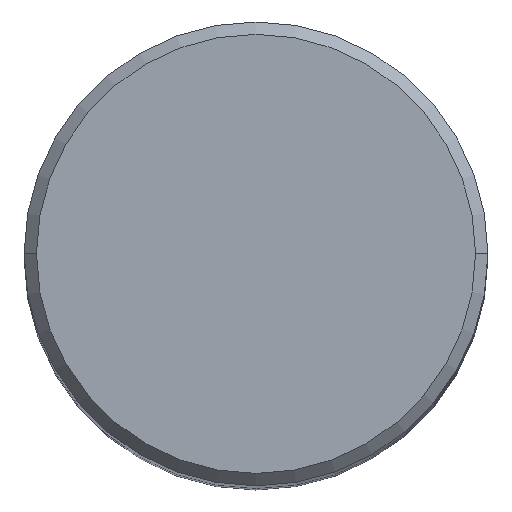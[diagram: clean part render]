
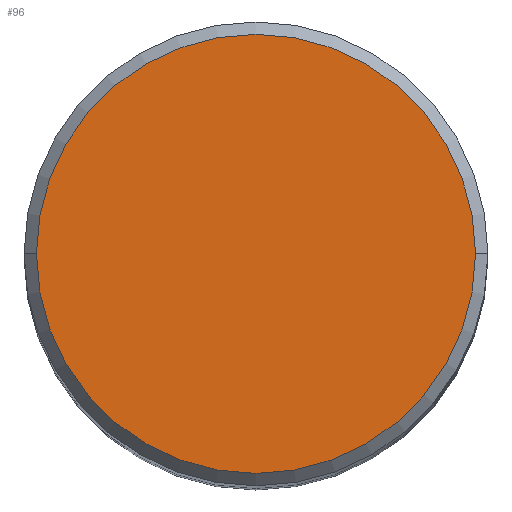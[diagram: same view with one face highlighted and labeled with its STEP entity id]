
A CAD part, top view. The second image highlights one B-rep face of the part: STEP entity #96.
In plain terms, the highlighted planar face has unit normal (0, 0, 1).
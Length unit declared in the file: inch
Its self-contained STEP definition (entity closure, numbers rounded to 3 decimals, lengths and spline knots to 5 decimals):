
#25 = CIRCLE ( 'NONE', #278, 0.355 ) ;
#58 = CIRCLE ( 'NONE', #390, 0.355 ) ;
#96 = ADVANCED_FACE ( 'NONE', ( #372 ), #479, .F. ) ;
#104 = AXIS2_PLACEMENT_3D ( 'NONE', #181, #135, #335 ) ;
#112 = EDGE_CURVE ( 'NONE', #314, #427, #58, .T. ) ;
#135 = DIRECTION ( 'NONE',  ( 0., 0., -1. ) ) ;
#139 = EDGE_CURVE ( 'NONE', #427, #314, #25, .T. ) ;
#181 = CARTESIAN_POINT ( 'NONE',  ( 0., 0.355, 0. ) ) ;
#194 = DIRECTION ( 'NONE',  ( 1., 0., 0. ) ) ;
#229 = DIRECTION ( 'NONE',  ( 1., 0., 0. ) ) ;
#232 = DIRECTION ( 'NONE',  ( 0., 0., 1. ) ) ;
#243 = CARTESIAN_POINT ( 'NONE',  ( -0.355, 0., 0. ) ) ;
#278 = AXIS2_PLACEMENT_3D ( 'NONE', #381, #460, #194 ) ;
#314 = VERTEX_POINT ( 'NONE', #463 ) ;
#324 = ORIENTED_EDGE ( 'NONE', *, *, #112, .T. ) ;
#335 = DIRECTION ( 'NONE',  ( -1., 0., 0. ) ) ;
#343 = CARTESIAN_POINT ( 'NONE',  ( 0., 0., 0. ) ) ;
#372 = FACE_OUTER_BOUND ( 'NONE', #416, .T. ) ;
#381 = CARTESIAN_POINT ( 'NONE',  ( 0., 0., 0. ) ) ;
#390 = AXIS2_PLACEMENT_3D ( 'NONE', #343, #232, #229 ) ;
#396 = ORIENTED_EDGE ( 'NONE', *, *, #139, .T. ) ;
#416 = EDGE_LOOP ( 'NONE', ( #396, #324 ) ) ;
#427 = VERTEX_POINT ( 'NONE', #243 ) ;
#460 = DIRECTION ( 'NONE',  ( 0., 0., 1. ) ) ;
#463 = CARTESIAN_POINT ( 'NONE',  ( 0.355, 0., 0. ) ) ;
#479 = PLANE ( 'NONE',  #104 ) ;
